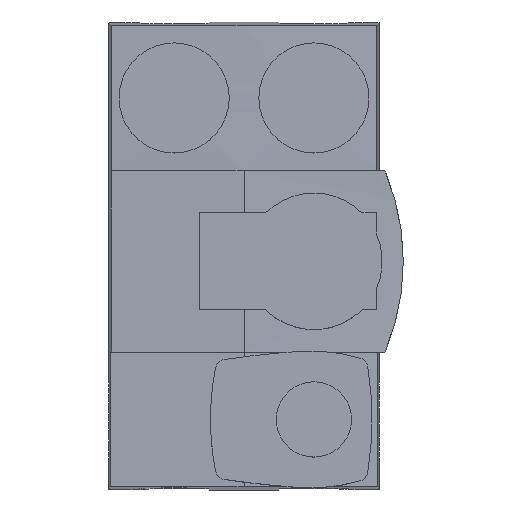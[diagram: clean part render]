
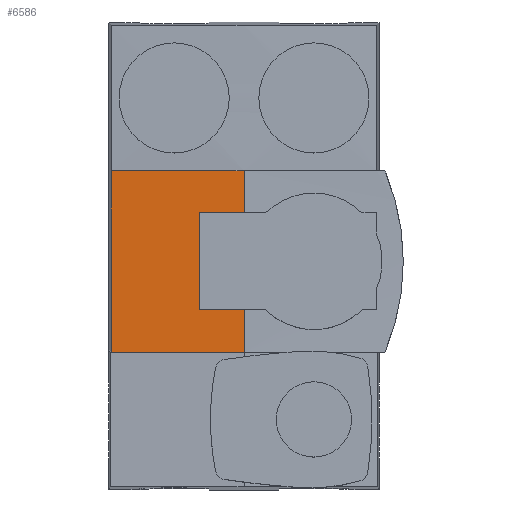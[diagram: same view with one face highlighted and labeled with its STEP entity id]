
A CAD part, top view. The second image highlights one B-rep face of the part: STEP entity #6586.
In plain terms, the highlighted cylindrical face has radius 2000 mm (diameter 4000 mm), a partial arc.
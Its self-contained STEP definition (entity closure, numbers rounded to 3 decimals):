
#192 = DIRECTION ( 'NONE',  ( 0., 0., 1. ) ) ;
#427 = CARTESIAN_POINT ( 'NONE',  ( 0., -58.397, 40. ) ) ;
#533 = CARTESIAN_POINT ( 'NONE',  ( -85.589, 58.333, 38.168 ) ) ;
#614 = CARTESIAN_POINT ( 'NONE',  ( -85.63, 58.333, 38.166 ) ) ;
#736 = CARTESIAN_POINT ( 'NONE',  ( 0., -57., 40. ) ) ;
#755 = CARTESIAN_POINT ( 'NONE',  ( 0., 58.397, 40. ) ) ;
#771 = VECTOR ( 'NONE', #3239, 1000. ) ;
#849 = AXIS2_PLACEMENT_3D ( 'NONE', #4855, #5849, #192 ) ;
#875 = ORIENTED_EDGE ( 'NONE', *, *, #978, .F. ) ;
#978 = EDGE_CURVE ( 'NONE', #2532, #3584, #6918, .T. ) ;
#1279 = EDGE_CURVE ( 'NONE', #7401, #4479, #4503, .T. ) ;
#1889 = VERTEX_POINT ( 'NONE', #427 ) ;
#2111 = CYLINDRICAL_SURFACE ( 'NONE', #849, 2000. ) ;
#2532 = VERTEX_POINT ( 'NONE', #533 ) ;
#2586 = CARTESIAN_POINT ( 'NONE',  ( -28.541, 58.397, 40. ) ) ;
#2995 = EDGE_CURVE ( 'NONE', #4479, #2532, #3274, .T. ) ;
#3119 = CARTESIAN_POINT ( 'NONE',  ( -85.616, 58.333, 38.167 ) ) ;
#3131 = EDGE_CURVE ( 'NONE', #1889, #3584, #3944, .T. ) ;
#3239 = DIRECTION ( 'NONE',  ( 0., 1., 0. ) ) ;
#3274 = B_SPLINE_CURVE_WITH_KNOTS ( 'NONE', 3,
 ( #614, #3119, #5656, #8169 ),
 .UNSPECIFIED., .F., .F.,
 ( 4, 4 ),
 ( 6.24, 6.24 ),
 .UNSPECIFIED. ) ;
#3285 = CARTESIAN_POINT ( 'NONE',  ( -85.589, 58.333, 38.168 ) ) ;
#3340 = CARTESIAN_POINT ( 'NONE',  ( -85.63, -58.333, 38.166 ) ) ;
#3397 = FACE_OUTER_BOUND ( 'NONE', #5840, .T. ) ;
#3584 = VERTEX_POINT ( 'NONE', #755 ) ;
#3944 = LINE ( 'NONE', #736, #771 ) ;
#4032 = CARTESIAN_POINT ( 'NONE',  ( -85.63, 58.333, 38.166 ) ) ;
#4479 = VERTEX_POINT ( 'NONE', #4032 ) ;
#4503 = LINE ( 'NONE', #7647, #7752 ) ;
#4529 =( BOUNDED_CURVE ( )  B_SPLINE_CURVE ( 3, ( #6909, #5665, #4943, #6778 ),
 .UNSPECIFIED., .F., .T. ) 
 B_SPLINE_CURVE_WITH_KNOTS ( ( 4, 4 ),
 ( 3.099, 3.142 ),
 .UNSPECIFIED. ) 
 CURVE ( )  GEOMETRIC_REPRESENTATION_ITEM ( )  RATIONAL_B_SPLINE_CURVE ( ( 1., 1., 1., 1. ) ) 
 REPRESENTATION_ITEM ( '' )  );
#4855 = CARTESIAN_POINT ( 'NONE',  ( 0., -57., -1960. ) ) ;
#4943 = CARTESIAN_POINT ( 'NONE',  ( -28.554, -58.397, 40. ) ) ;
#5099 = CARTESIAN_POINT ( 'NONE',  ( 0., 58.397, 40. ) ) ;
#5196 = CARTESIAN_POINT ( 'NONE',  ( -57.075, 58.375, 39.389 ) ) ;
#5656 = CARTESIAN_POINT ( 'NONE',  ( -85.603, 58.333, 38.167 ) ) ;
#5665 = CARTESIAN_POINT ( 'NONE',  ( -57.102, -58.375, 39.389 ) ) ;
#5689 = ORIENTED_EDGE ( 'NONE', *, *, #2995, .F. ) ;
#5728 = DIRECTION ( 'NONE',  ( 0., 1., 0. ) ) ;
#5840 = EDGE_LOOP ( 'NONE', ( #7408, #6403, #875, #5689, #7872 ) ) ;
#5849 = DIRECTION ( 'NONE',  ( 0., 1., 0. ) ) ;
#6403 = ORIENTED_EDGE ( 'NONE', *, *, #3131, .T. ) ;
#6586 = ADVANCED_FACE ( 'NONE', ( #3397 ), #2111, .T. ) ;
#6778 = CARTESIAN_POINT ( 'NONE',  ( 0., -58.397, 40. ) ) ;
#6909 = CARTESIAN_POINT ( 'NONE',  ( -85.63, -58.333, 38.166 ) ) ;
#6918 =( BOUNDED_CURVE ( )  B_SPLINE_CURVE ( 3, ( #3285, #5196, #2586, #5099 ),
 .UNSPECIFIED., .F., .T. ) 
 B_SPLINE_CURVE_WITH_KNOTS ( ( 4, 4 ),
 ( 6.24, 6.283 ),
 .UNSPECIFIED. ) 
 CURVE ( )  GEOMETRIC_REPRESENTATION_ITEM ( )  RATIONAL_B_SPLINE_CURVE ( ( 1., 1., 1., 1. ) ) 
 REPRESENTATION_ITEM ( '' )  );
#7401 = VERTEX_POINT ( 'NONE', #3340 ) ;
#7408 = ORIENTED_EDGE ( 'NONE', *, *, #7955, .T. ) ;
#7647 = CARTESIAN_POINT ( 'NONE',  ( -85.63, -57., 38.166 ) ) ;
#7752 = VECTOR ( 'NONE', #5728, 1000. ) ;
#7872 = ORIENTED_EDGE ( 'NONE', *, *, #1279, .F. ) ;
#7955 = EDGE_CURVE ( 'NONE', #7401, #1889, #4529, .T. ) ;
#8169 = CARTESIAN_POINT ( 'NONE',  ( -85.589, 58.333, 38.168 ) ) ;
